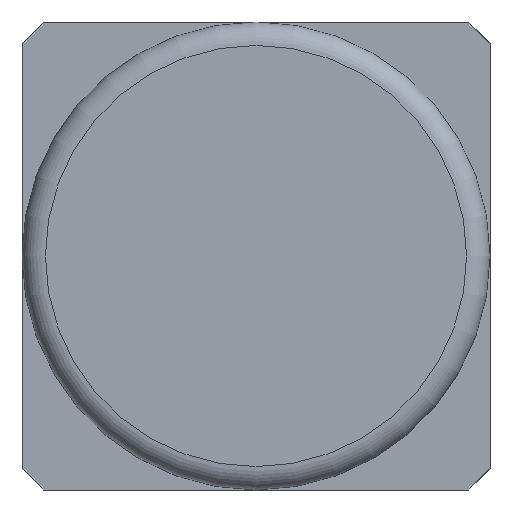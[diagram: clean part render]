
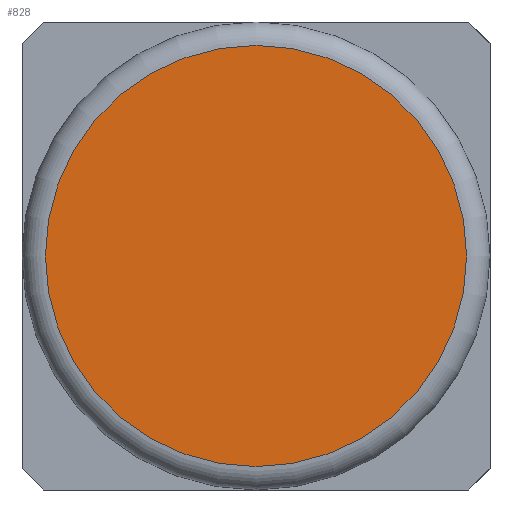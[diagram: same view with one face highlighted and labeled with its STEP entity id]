
A CAD part, front view. The second image highlights one B-rep face of the part: STEP entity #828.
In plain terms, the highlighted planar face has unit normal (0, -1, 0).
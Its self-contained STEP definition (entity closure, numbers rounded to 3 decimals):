
#153=PLANE('',#885);
#202=FACE_OUTER_BOUND('',#256,.T.);
#256=EDGE_LOOP('',(#560));
#329=CIRCLE('',#884,18.);
#377=VERTEX_POINT('',#1249);
#453=EDGE_CURVE('',#377,#377,#329,.T.);
#560=ORIENTED_EDGE('',*,*,#453,.F.);
#828=ADVANCED_FACE('',(#202),#153,.T.);
#884=AXIS2_PLACEMENT_3D('',#1250,#989,#990);
#885=AXIS2_PLACEMENT_3D('',#1251,#991,#992);
#989=DIRECTION('center_axis',(0.,1.,0.));
#990=DIRECTION('ref_axis',(1.,0.,0.));
#991=DIRECTION('center_axis',(0.,-1.,0.));
#992=DIRECTION('ref_axis',(0.,0.,1.));
#1249=CARTESIAN_POINT('',(-18.,-5.5,0.));
#1250=CARTESIAN_POINT('Origin',(0.,-5.5,
0.));
#1251=CARTESIAN_POINT('Origin',(-10.,-5.5,0.));
